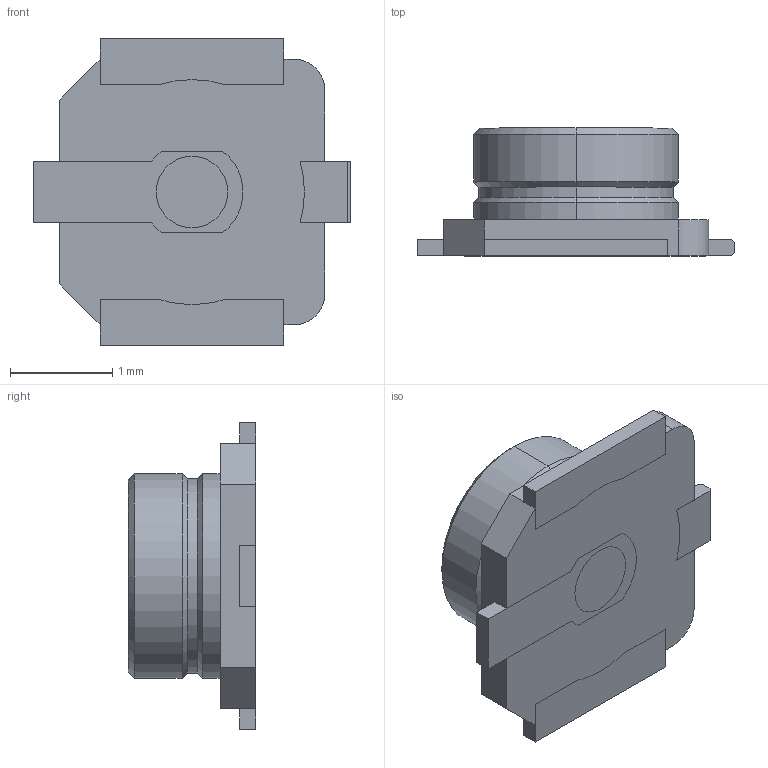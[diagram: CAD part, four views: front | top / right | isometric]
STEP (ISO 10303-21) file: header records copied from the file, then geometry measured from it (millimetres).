
FILE_DESCRIPTION (( 'STEP AP214' ), '1' );
FILE_NAME ('A-1JB.STEP', '2019-07-02T21:06:49', ( '' ), ( '' ), 'SwSTEP 2.0', 'SolidWorks 2017', '' );
FILE_SCHEMA (( 'AUTOMOTIVE_DESIGN' ));
Length unit declared in the file: millimetre
Products named in the file (1): A-1JB
Bounding box: 3.1 x 1.25 x 3 mm (x, y, z)
Volume: 3.5 mm3; surface area: 40.7 mm2
Topology: 7 solids, 7 shells, 109 faces, 267 edges, 173 vertices
Faces by surface type: plane 64, cylinder 37, cone 6, sphere 2
Entity records: 3267 total; most frequent: DIRECTION 561, CARTESIAN_POINT 544, ORIENTED_EDGE 526, EDGE_CURVE 263, AXIS2_PLACEMENT_3D 188, LINE 185, VECTOR 185, VERTEX_POINT 171
